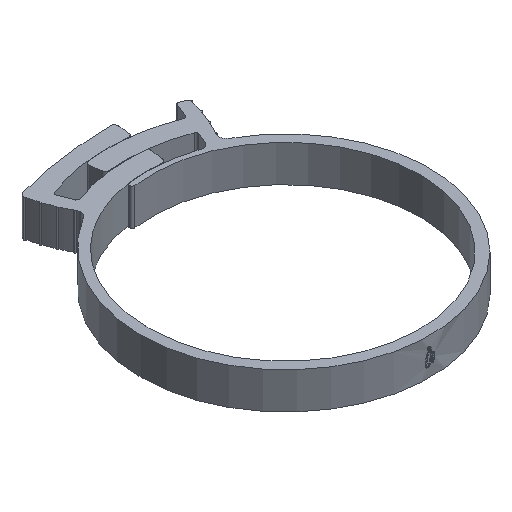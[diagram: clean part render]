
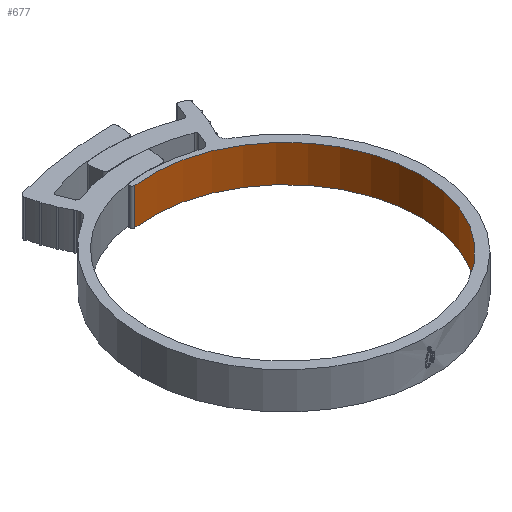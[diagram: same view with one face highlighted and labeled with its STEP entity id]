
A CAD part, isometric view. The second image highlights one B-rep face of the part: STEP entity #677.
In plain terms, the highlighted cylindrical face has radius 33.35 mm (diameter 66.7 mm), a partial arc.
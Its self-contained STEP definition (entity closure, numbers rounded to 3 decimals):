
#179 = CIRCLE ( 'NONE', #1142, 33.35 ) ;
#263 = FACE_OUTER_BOUND ( 'NONE', #3445, .T. ) ;
#532 = LINE ( 'NONE', #4628, #3621 ) ;
#565 = CARTESIAN_POINT ( 'NONE',  ( -4.4, 33.058, 4.55 ) ) ;
#624 = VECTOR ( 'NONE', #2073, 1000. ) ;
#631 = CARTESIAN_POINT ( 'NONE',  ( 0., 0., 4.55 ) ) ;
#664 = CYLINDRICAL_SURFACE ( 'NONE', #5901, 33.35 ) ;
#677 = ADVANCED_FACE ( 'NONE', ( #263 ), #664, .F. ) ;
#907 = VERTEX_POINT ( 'NONE', #1806 ) ;
#1142 = AXIS2_PLACEMENT_3D ( 'NONE', #631, #1227, #5210 ) ;
#1227 = DIRECTION ( 'NONE',  ( 0., 0., -1. ) ) ;
#1312 = CARTESIAN_POINT ( 'NONE',  ( -4.4, 33.058, -4.55 ) ) ;
#1347 = AXIS2_PLACEMENT_3D ( 'NONE', #1624, #4163, #3738 ) ;
#1501 = LINE ( 'NONE', #565, #624 ) ;
#1624 = CARTESIAN_POINT ( 'NONE',  ( 0., 0., -4.55 ) ) ;
#1743 = EDGE_CURVE ( 'NONE', #3781, #3758, #2849, .T. ) ;
#1806 = CARTESIAN_POINT ( 'NONE',  ( -4.4, 33.058, 4.55 ) ) ;
#2005 = VERTEX_POINT ( 'NONE', #3598 ) ;
#2073 = DIRECTION ( 'NONE',  ( 0., 0., -1. ) ) ;
#2305 = CARTESIAN_POINT ( 'NONE',  ( 0., 0., 4.55 ) ) ;
#2321 = CARTESIAN_POINT ( 'NONE',  ( -33.35, 0., -4.55 ) ) ;
#2337 = ORIENTED_EDGE ( 'NONE', *, *, #1743, .T. ) ;
#2849 = CIRCLE ( 'NONE', #1347, 33.35 ) ;
#3062 = EDGE_CURVE ( 'NONE', #907, #2005, #179, .T. ) ;
#3445 = EDGE_LOOP ( 'NONE', ( #2337, #3883, #6317, #4907 ) ) ;
#3598 = CARTESIAN_POINT ( 'NONE',  ( -33.35, 0., 4.55 ) ) ;
#3621 = VECTOR ( 'NONE', #4500, 1000. ) ;
#3710 = DIRECTION ( 'NONE',  ( -1., 0., 0. ) ) ;
#3738 = DIRECTION ( 'NONE',  ( -1., 0., 0. ) ) ;
#3758 = VERTEX_POINT ( 'NONE', #2321 ) ;
#3781 = VERTEX_POINT ( 'NONE', #1312 ) ;
#3883 = ORIENTED_EDGE ( 'NONE', *, *, #5950, .F. ) ;
#4163 = DIRECTION ( 'NONE',  ( 0., 0., -1. ) ) ;
#4500 = DIRECTION ( 'NONE',  ( 0., 0., -1. ) ) ;
#4628 = CARTESIAN_POINT ( 'NONE',  ( -33.35, 0., 4.55 ) ) ;
#4688 = DIRECTION ( 'NONE',  ( 0., 0., -1. ) ) ;
#4907 = ORIENTED_EDGE ( 'NONE', *, *, #6039, .T. ) ;
#5210 = DIRECTION ( 'NONE',  ( -1., 0., 0. ) ) ;
#5901 = AXIS2_PLACEMENT_3D ( 'NONE', #2305, #4688, #3710 ) ;
#5950 = EDGE_CURVE ( 'NONE', #2005, #3758, #532, .T. ) ;
#6039 = EDGE_CURVE ( 'NONE', #907, #3781, #1501, .T. ) ;
#6317 = ORIENTED_EDGE ( 'NONE', *, *, #3062, .F. ) ;
